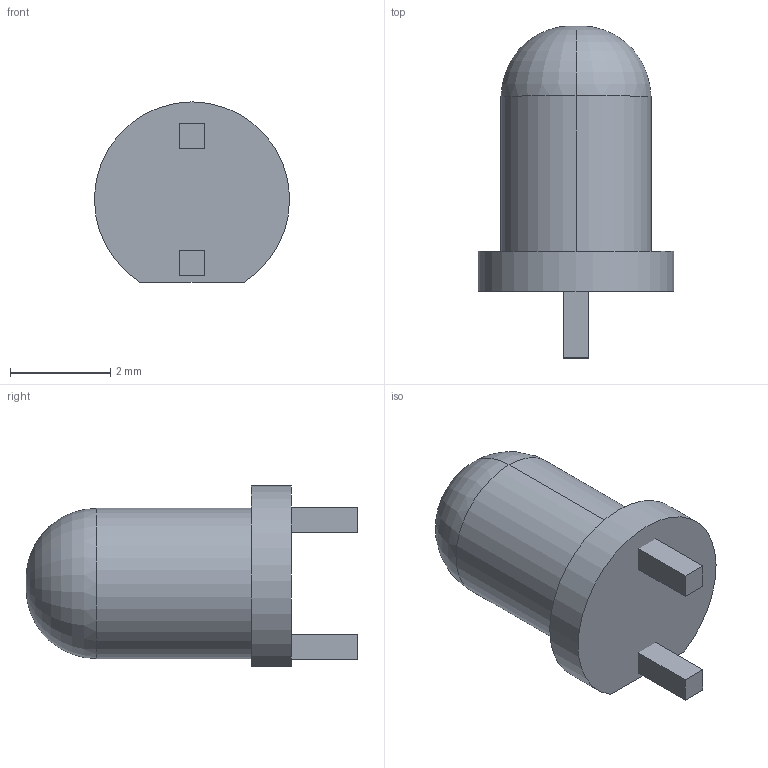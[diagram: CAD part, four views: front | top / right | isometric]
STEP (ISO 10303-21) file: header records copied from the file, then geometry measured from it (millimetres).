
FILE_DESCRIPTION (( 'STEP AP214' ), '1' );
FILE_NAME ('LED_YELLOW_3MM_Assembly.STEP', '2021-05-02T08:44:44', ( '' ), ( '' ), 'SwSTEP 2.0', 'SolidWorks 2021', '' );
FILE_SCHEMA (( 'AUTOMOTIVE_DESIGN' ));
Length unit declared in the file: millimetre
Products named in the file (3): LED_YELLOW_3MM_Pin; LED_YELLOW_3MM_Body; LED_YELLOW_3MM_Assembly
Assembly tree (2 placements, depth 2):
  LED_YELLOW_3MM_Assembly
    LED_YELLOW_3MM_Pin
    LED_YELLOW_3MM_Body
Bounding box: 3.9 x 6.63 x 3.6 mm (x, y, z)
Volume: 39.4 mm3; surface area: 83.4 mm2
Topology: 4 solids, 4 shells, 36 faces, 85 edges, 53 vertices
Faces by surface type: plane 25, cone 6, cylinder 3, torus 2
Entity records: 1123 total; most frequent: CARTESIAN_POINT 183, DIRECTION 177, ORIENTED_EDGE 158, EDGE_CURVE 79, LINE 59, AXIS2_PLACEMENT_3D 59, VECTOR 59, VERTEX_POINT 53
